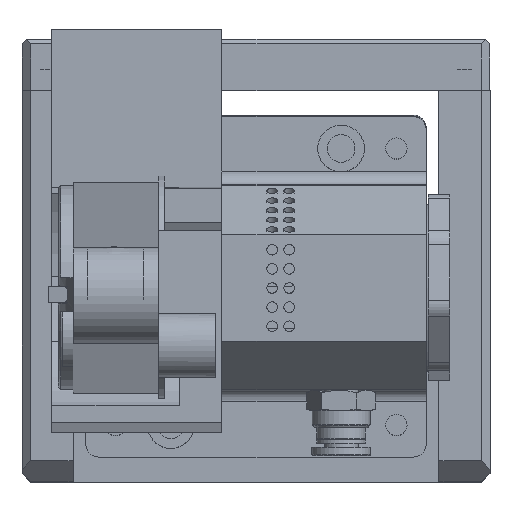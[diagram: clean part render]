
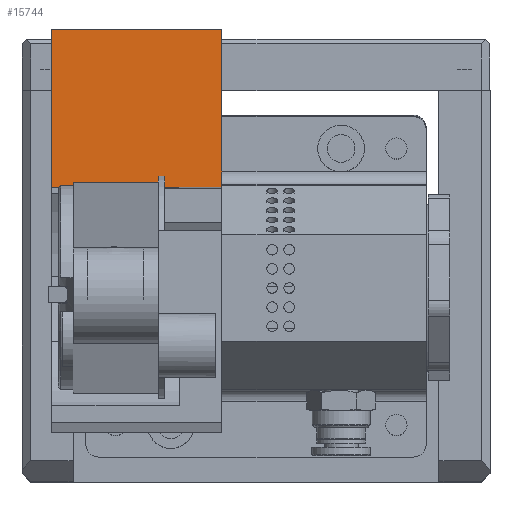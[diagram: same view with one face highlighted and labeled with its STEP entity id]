
A CAD part, top view. The second image highlights one B-rep face of the part: STEP entity #15744.
In plain terms, the highlighted planar face has unit normal (0, -0.006, 1).
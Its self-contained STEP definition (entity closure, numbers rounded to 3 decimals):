
#96 = EDGE_LOOP ( 'NONE', ( #6369, #17547, #6695, #15211 ) ) ;
#1331 = DIRECTION ( 'NONE',  ( 0., 1., 0.006 ) ) ;
#1356 = EDGE_CURVE ( 'NONE', #9408, #3767, #19407, .T. ) ;
#2289 = FACE_OUTER_BOUND ( 'NONE', #96, .T. ) ;
#2686 = EDGE_CURVE ( 'NONE', #18183, #3767, #4579, .T. ) ;
#3214 = VECTOR ( 'NONE', #8005, 1000. ) ;
#3767 = VERTEX_POINT ( 'NONE', #14626 ) ;
#3794 = CARTESIAN_POINT ( 'NONE',  ( 164.774, 190.81, 60.863 ) ) ;
#4579 = LINE ( 'NONE', #15133, #19767 ) ;
#4879 = LINE ( 'NONE', #10810, #3214 ) ;
#5341 = LINE ( 'NONE', #19287, #13502 ) ;
#5528 = PLANE ( 'NONE',  #7822 ) ;
#6369 = ORIENTED_EDGE ( 'NONE', *, *, #6373, .F. ) ;
#6373 = EDGE_CURVE ( 'NONE', #18183, #14088, #4879, .T. ) ;
#6695 = ORIENTED_EDGE ( 'NONE', *, *, #1356, .F. ) ;
#7455 = CARTESIAN_POINT ( 'NONE',  ( 87.72, 190.81, 60.863 ) ) ;
#7822 = AXIS2_PLACEMENT_3D ( 'NONE', #3794, #19166, #11645 ) ;
#8005 = DIRECTION ( 'NONE',  ( 0., -1., -0.006 ) ) ;
#9408 = VERTEX_POINT ( 'NONE', #16797 ) ;
#9757 = CARTESIAN_POINT ( 'NONE',  ( 127.72, 190.81, 60.863 ) ) ;
#10810 = CARTESIAN_POINT ( 'NONE',  ( 127.72, 190.81, 60.863 ) ) ;
#11439 = DIRECTION ( 'NONE',  ( -1., 0., 0. ) ) ;
#11645 = DIRECTION ( 'NONE',  ( 0., 1., 0.006 ) ) ;
#13502 = VECTOR ( 'NONE', #11439, 1000. ) ;
#14088 = VERTEX_POINT ( 'NONE', #9757 ) ;
#14360 = CARTESIAN_POINT ( 'NONE',  ( 127.72, 227.809, 61.097 ) ) ;
#14626 = CARTESIAN_POINT ( 'NONE',  ( 87.72, 227.809, 61.097 ) ) ;
#15133 = CARTESIAN_POINT ( 'NONE',  ( 164.774, 227.809, 61.097 ) ) ;
#15211 = ORIENTED_EDGE ( 'NONE', *, *, #18164, .F. ) ;
#15744 = ADVANCED_FACE ( 'NONE', ( #2289 ), #5528, .T. ) ;
#15947 = VECTOR ( 'NONE', #1331, 1000. ) ;
#16797 = CARTESIAN_POINT ( 'NONE',  ( 87.72, 190.81, 60.863 ) ) ;
#17547 = ORIENTED_EDGE ( 'NONE', *, *, #2686, .T. ) ;
#18164 = EDGE_CURVE ( 'NONE', #14088, #9408, #5341, .T. ) ;
#18183 = VERTEX_POINT ( 'NONE', #14360 ) ;
#19166 = DIRECTION ( 'NONE',  ( 0., -0.006, 1. ) ) ;
#19287 = CARTESIAN_POINT ( 'NONE',  ( 164.774, 190.81, 60.863 ) ) ;
#19407 = LINE ( 'NONE', #7455, #15947 ) ;
#19546 = DIRECTION ( 'NONE',  ( -1., 0., 0. ) ) ;
#19767 = VECTOR ( 'NONE', #19546, 1000. ) ;
